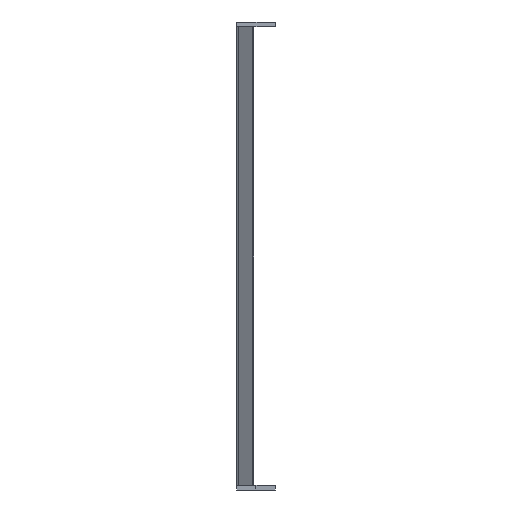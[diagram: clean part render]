
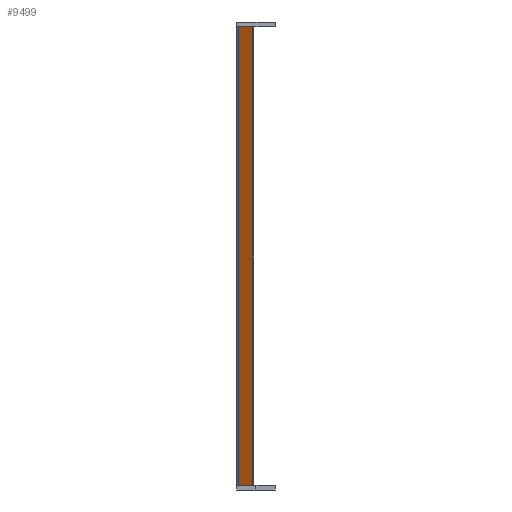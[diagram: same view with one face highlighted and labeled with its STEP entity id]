
A CAD part, left-side view. The second image highlights one B-rep face of the part: STEP entity #9499.
In plain terms, the highlighted planar face has unit normal (-0.829, 0.559, 0).
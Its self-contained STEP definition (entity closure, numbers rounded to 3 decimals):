
#137 = CARTESIAN_POINT ( 'NONE',  ( -21.052, -9.515, 0. ) ) ;
#409 = VECTOR ( 'NONE', #4632, 1000. ) ;
#562 = ORIENTED_EDGE ( 'NONE', *, *, #9140, .F. ) ;
#882 = PLANE ( 'NONE',  #8170 ) ;
#1105 = EDGE_CURVE ( 'NONE', #7854, #5441, #3933, .T. ) ;
#1149 = LINE ( 'NONE', #6904, #9170 ) ;
#2013 = DIRECTION ( 'NONE',  ( 0.559, 0.829, 0. ) ) ;
#2025 = DIRECTION ( 'NONE',  ( 0.559, 0.829, 0. ) ) ;
#2026 = DIRECTION ( 'NONE',  ( 0.559, 0.829, 0. ) ) ;
#2181 = ORIENTED_EDGE ( 'NONE', *, *, #2972, .F. ) ;
#2301 = LINE ( 'NONE', #5255, #4176 ) ;
#2397 = VERTEX_POINT ( 'NONE', #9718 ) ;
#2498 = DIRECTION ( 'NONE',  ( 0., 0., -1. ) ) ;
#2756 = DIRECTION ( 'NONE',  ( 0.559, 0.829, 0. ) ) ;
#2972 = EDGE_CURVE ( 'NONE', #6665, #5441, #6798, .T. ) ;
#3178 = VECTOR ( 'NONE', #2026, 1000. ) ;
#3251 = EDGE_CURVE ( 'NONE', #2397, #3339, #6179, .T. ) ;
#3287 = ORIENTED_EDGE ( 'NONE', *, *, #1105, .T. ) ;
#3339 = VERTEX_POINT ( 'NONE', #5284 ) ;
#3346 = EDGE_CURVE ( 'NONE', #2397, #4673, #1149, .T. ) ;
#3933 = LINE ( 'NONE', #5256, #3178 ) ;
#3963 = ORIENTED_EDGE ( 'NONE', *, *, #3251, .F. ) ;
#4037 = VECTOR ( 'NONE', #2756, 1000. ) ;
#4176 = VECTOR ( 'NONE', #2025, 1000. ) ;
#4632 = DIRECTION ( 'NONE',  ( 0., 0., 1. ) ) ;
#4673 = VERTEX_POINT ( 'NONE', #137 ) ;
#5243 = ORIENTED_EDGE ( 'NONE', *, *, #3346, .T. ) ;
#5255 = CARTESIAN_POINT ( 'NONE',  ( -21.052, -9.515, 0. ) ) ;
#5256 = CARTESIAN_POINT ( 'NONE',  ( -14.852, -0.322, 0. ) ) ;
#5284 = CARTESIAN_POINT ( 'NONE',  ( -14.852, -0.322, -300. ) ) ;
#5441 = VERTEX_POINT ( 'NONE', #9964 ) ;
#5667 = CARTESIAN_POINT ( 'NONE',  ( -14.852, -0.322, 0. ) ) ;
#6033 = ORIENTED_EDGE ( 'NONE', *, *, #10308, .T. ) ;
#6179 = LINE ( 'NONE', #8374, #4037 ) ;
#6498 = CARTESIAN_POINT ( 'NONE',  ( -21.052, -9.515, -300. ) ) ;
#6665 = VERTEX_POINT ( 'NONE', #7576 ) ;
#6712 = FACE_OUTER_BOUND ( 'NONE', #10219, .T. ) ;
#6798 = LINE ( 'NONE', #7810, #409 ) ;
#6904 = CARTESIAN_POINT ( 'NONE',  ( -21.052, -9.515, -300. ) ) ;
#7289 = DIRECTION ( 'NONE',  ( 0.829, -0.559, 0. ) ) ;
#7576 = CARTESIAN_POINT ( 'NONE',  ( -13.96, 1., -300. ) ) ;
#7705 = DIRECTION ( 'NONE',  ( 0., 0., 1. ) ) ;
#7810 = CARTESIAN_POINT ( 'NONE',  ( -13.96, 1., -300. ) ) ;
#7854 = VERTEX_POINT ( 'NONE', #5667 ) ;
#8170 = AXIS2_PLACEMENT_3D ( 'NONE', #6498, #7289, #2498 ) ;
#8374 = CARTESIAN_POINT ( 'NONE',  ( -21.052, -9.515, -300. ) ) ;
#8390 = CARTESIAN_POINT ( 'NONE',  ( -21.052, -9.515, -300. ) ) ;
#9140 = EDGE_CURVE ( 'NONE', #3339, #6665, #9995, .T. ) ;
#9170 = VECTOR ( 'NONE', #7705, 1000. ) ;
#9499 = ADVANCED_FACE ( 'NONE', ( #6712 ), #882, .F. ) ;
#9718 = CARTESIAN_POINT ( 'NONE',  ( -21.052, -9.515, -300. ) ) ;
#9734 = VECTOR ( 'NONE', #2013, 1000. ) ;
#9964 = CARTESIAN_POINT ( 'NONE',  ( -13.96, 1., 0. ) ) ;
#9995 = LINE ( 'NONE', #8390, #9734 ) ;
#10219 = EDGE_LOOP ( 'NONE', ( #6033, #3287, #2181, #562, #3963, #5243 ) ) ;
#10308 = EDGE_CURVE ( 'NONE', #4673, #7854, #2301, .T. ) ;
